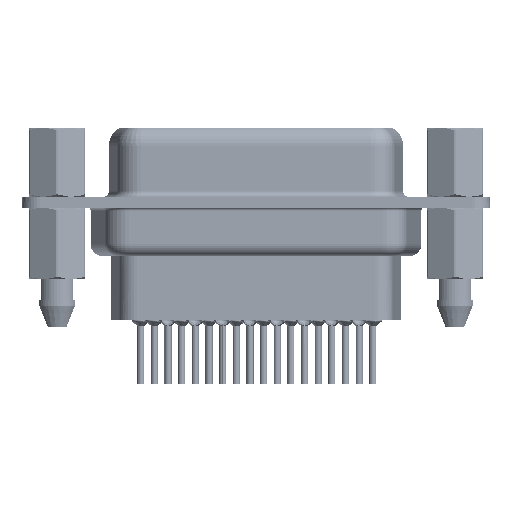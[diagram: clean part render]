
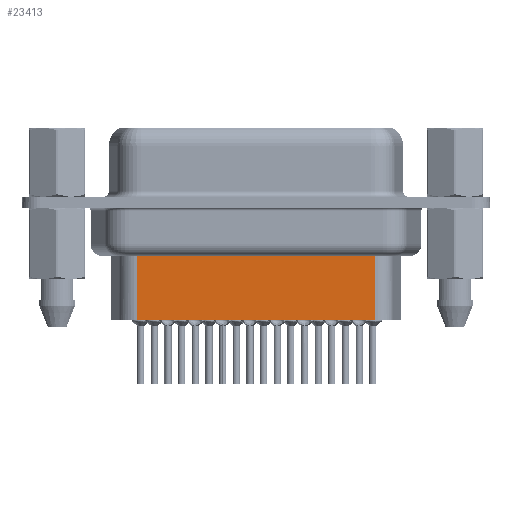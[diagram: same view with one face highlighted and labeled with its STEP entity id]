
A CAD part, front view. The second image highlights one B-rep face of the part: STEP entity #23413.
In plain terms, the highlighted planar face has unit normal (0, -1, 0).
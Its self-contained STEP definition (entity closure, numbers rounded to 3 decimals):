
#1420 = EDGE_CURVE ( 'NONE', #13464, #14911, #28947, .T. ) ;
#1675 = CARTESIAN_POINT ( 'NONE',  ( 26.629, -3.5, -4.097 ) ) ;
#1858 = DIRECTION ( 'NONE',  ( -1., 0., 0. ) ) ;
#1900 = CARTESIAN_POINT ( 'NONE',  ( 6.691, -3.5, -9.85 ) ) ;
#4407 = CARTESIAN_POINT ( 'NONE',  ( 6.444, -3.5, -4.097 ) ) ;
#5175 = LINE ( 'NONE', #4407, #5895 ) ;
#5330 = DIRECTION ( 'NONE',  ( 0., 0., -1. ) ) ;
#5895 = VECTOR ( 'NONE', #1858, 1000. ) ;
#5927 = PLANE ( 'NONE',  #11431 ) ;
#6701 = CARTESIAN_POINT ( 'NONE',  ( 6.691, -3.5, -3.1 ) ) ;
#6933 = ORIENTED_EDGE ( 'NONE', *, *, #12238, .T. ) ;
#8077 = VECTOR ( 'NONE', #12580, 1000. ) ;
#9453 = CARTESIAN_POINT ( 'NONE',  ( 6.691, -3.5, -4.097 ) ) ;
#10455 = VERTEX_POINT ( 'NONE', #1900 ) ;
#10815 = VECTOR ( 'NONE', #22272, 1000. ) ;
#11431 = AXIS2_PLACEMENT_3D ( 'NONE', #20377, #32697, #17451 ) ;
#12238 = EDGE_CURVE ( 'NONE', #13464, #20505, #5175, .T. ) ;
#12580 = DIRECTION ( 'NONE',  ( 0., 0., -1. ) ) ;
#13464 = VERTEX_POINT ( 'NONE', #1675 ) ;
#14911 = VERTEX_POINT ( 'NONE', #26857 ) ;
#15649 = CARTESIAN_POINT ( 'NONE',  ( 6.691, -3.5, -9.85 ) ) ;
#17451 = DIRECTION ( 'NONE',  ( 1., 0., 0. ) ) ;
#18701 = EDGE_CURVE ( 'NONE', #20505, #10455, #27775, .T. ) ;
#20377 = CARTESIAN_POINT ( 'NONE',  ( 6.691, -3.5, -3.1 ) ) ;
#20505 = VERTEX_POINT ( 'NONE', #9453 ) ;
#20746 = FACE_OUTER_BOUND ( 'NONE', #24521, .T. ) ;
#20819 = VECTOR ( 'NONE', #5330, 1000. ) ;
#22272 = DIRECTION ( 'NONE',  ( -1., 0., 0. ) ) ;
#22454 = LINE ( 'NONE', #15649, #10815 ) ;
#23413 = ADVANCED_FACE ( 'NONE', ( #20746 ), #5927, .T. ) ;
#24235 = ORIENTED_EDGE ( 'NONE', *, *, #1420, .F. ) ;
#24521 = EDGE_LOOP ( 'NONE', ( #24235, #6933, #29682, #33068 ) ) ;
#26018 = CARTESIAN_POINT ( 'NONE',  ( 26.629, -3.5, -3.1 ) ) ;
#26857 = CARTESIAN_POINT ( 'NONE',  ( 26.629, -3.5, -9.85 ) ) ;
#27775 = LINE ( 'NONE', #6701, #8077 ) ;
#28947 = LINE ( 'NONE', #26018, #20819 ) ;
#29682 = ORIENTED_EDGE ( 'NONE', *, *, #18701, .T. ) ;
#32697 = DIRECTION ( 'NONE',  ( 0., -1., 0. ) ) ;
#33068 = ORIENTED_EDGE ( 'NONE', *, *, #37488, .F. ) ;
#37488 = EDGE_CURVE ( 'NONE', #14911, #10455, #22454, .T. ) ;
